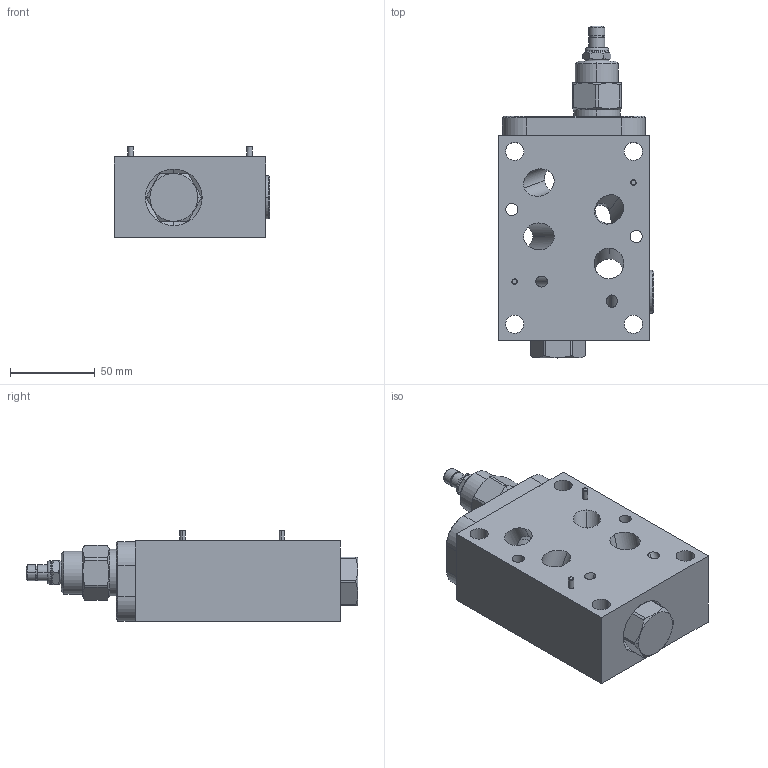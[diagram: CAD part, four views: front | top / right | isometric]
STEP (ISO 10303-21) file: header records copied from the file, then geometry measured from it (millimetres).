
FILE_DESCRIPTION((''),'2;1');
FILE_NAME('RPGCLAN-CKJ_ASM','2023-04-03T',('ProEService'),(''),'PRO/ENGINEER BY PARAMETRIC TECHNOLOGY CORPORATION, 2014200','PRO/ENGINEER BY PARAMETRIC TECHNOLOGY CORPORATION, 2014200','');
FILE_SCHEMA(('CONFIG_CONTROL_DESIGN'));
Length unit declared in the file: inch
Products named in the file (9): 152-478; RPGCLAN; A330-006-010; CXFAXAN; 811-001-006; 500-001-111; 500-001-118; 700-006; RPGCLAN-CKJ_ASM
Assembly tree (13 placements, depth 2):
  RPGCLAN-CKJ_ASM
    152-478
    RPGCLAN
    A330-006-010
    CXFAXAN
    811-001-006  x2
    500-001-111  x2
    500-001-118  x4
    700-006
Bounding box: 91.26 x 195.28 x 53.98 mm (x, y, z)
Volume: 489728.9 mm3; surface area: 93901.8 mm2
Topology: 10 solids, 11 shells, 508 faces, 1429 edges, 1098 vertices
Faces by surface type: cylinder 191, plane 136, cone 104, torus 51, revolution 16, sphere 10
Entity records: 19990 total; most frequent: CARTESIAN_POINT 7223, DIRECTION 2741, ORIENTED_EDGE 2326, EDGE_CURVE 1163, AXIS2_PLACEMENT_3D 1055, VERTEX_POINT 722, VECTOR 615, LINE 615
